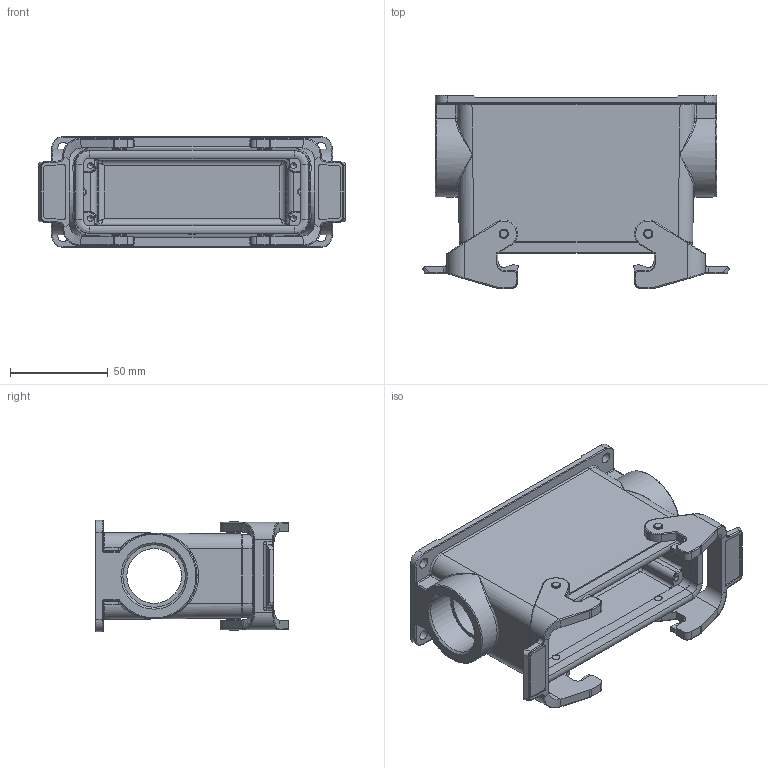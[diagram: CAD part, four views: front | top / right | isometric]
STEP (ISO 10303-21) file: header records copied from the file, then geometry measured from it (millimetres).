
FILE_DESCRIPTION(/* description */ (''),/* implementation_level */ '2;1');
FILE_NAME(/* name */ '100094916ugm000_d.stp',/* time_stamp */ '2017-11-06T08:33:31+01:00',/* author */ (''),/* organization */ (''),/* preprocessor_version */ 'ST-DEVELOPER v16',/* originating_system */ 'SIEMENS PLM Software NX 10.0',/* authorisation */ '');
FILE_SCHEMA (('AUTOMOTIVE_DESIGN { 1 0 10303 214 3 1 1 1 }'));
Length unit declared in the file: millimetre
Products named in the file (1): 100094916ugm000_d
Bounding box: 157.4 x 98.8 x 57 mm (x, y, z)
Volume: 183690.7 mm3; surface area: 81206.7 mm2
Topology: 3 solids, 3 shells, 689 faces, 2354 edges, 2300 vertices
Faces by surface type: plane 264, cylinder 257, bspline 114, torus 34, cone 18, extrusion 2
Full cylindrical faces by diameter (mm): 0.66 x1, 0.78 x1, 3 x4, 4 x4, 4.8 x4, 5.6 x4, 7 x4, 28 x2, 32 x2
Entity records: 32230 total; most frequent: CARTESIAN_POINT 10523, DIRECTION 3444, ORIENTED_EDGE 3300, EDGE_CURVE 1650, AXIS2_PLACEMENT_3D 1220, VERTEX_POINT 1052, VECTOR 1004, LINE 1002
